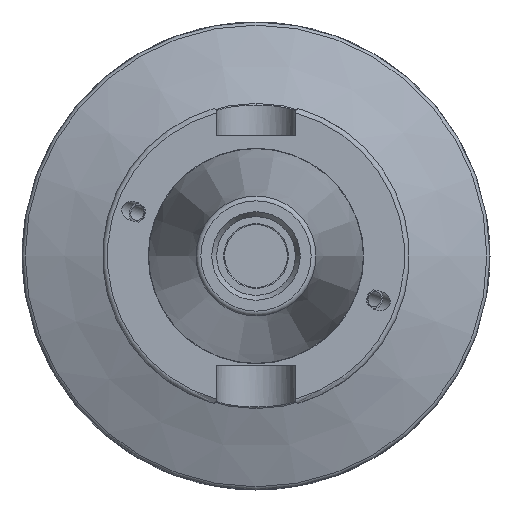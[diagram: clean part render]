
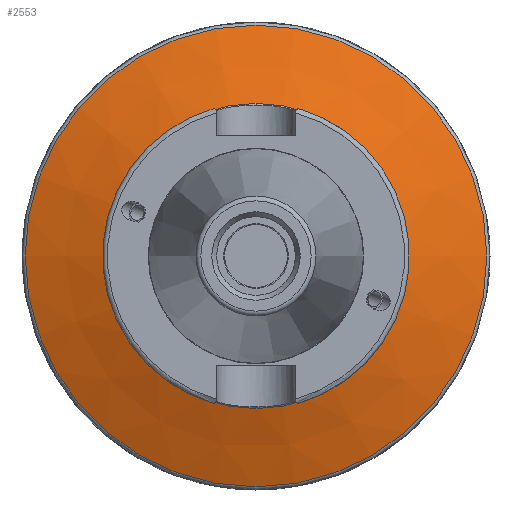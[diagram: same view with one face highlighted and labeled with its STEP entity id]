
A CAD part, left-side view. The second image highlights one B-rep face of the part: STEP entity #2553.
In plain terms, the highlighted conical face has half-angle 70 degrees and reference radius 39.837 mm.
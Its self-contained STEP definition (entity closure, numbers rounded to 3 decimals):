
#162=CONICAL_SURFACE('',#2838,39.838,1.222);
#226=CIRCLE('',#2831,31.579);
#227=CIRCLE('',#2832,31.579);
#232=CIRCLE('',#2839,47.767);
#233=CIRCLE('',#2840,47.767);
#367=FACE_OUTER_BOUND('',#523,.T.);
#523=EDGE_LOOP('',(#1798,#1799,#1800,#1801,#1802,#1803));
#704=LINE('',#4211,#867);
#867=VECTOR('',#3249,39.838);
#1081=VERTEX_POINT('',#4147);
#1082=VERTEX_POINT('',#4149);
#1092=VERTEX_POINT('',#4208);
#1093=VERTEX_POINT('',#4209);
#1354=EDGE_CURVE('',#1081,#1082,#226,.T.);
#1355=EDGE_CURVE('',#1082,#1081,#227,.T.);
#1367=EDGE_CURVE('',#1092,#1093,#232,.T.);
#1368=EDGE_CURVE('',#1092,#1082,#704,.T.);
#1369=EDGE_CURVE('',#1093,#1092,#233,.T.);
#1798=ORIENTED_EDGE('',*,*,#1367,.F.);
#1799=ORIENTED_EDGE('',*,*,#1368,.T.);
#1800=ORIENTED_EDGE('',*,*,#1354,.F.);
#1801=ORIENTED_EDGE('',*,*,#1355,.F.);
#1802=ORIENTED_EDGE('',*,*,#1368,.F.);
#1803=ORIENTED_EDGE('',*,*,#1369,.F.);
#2553=ADVANCED_FACE('',(#367),#162,.T.);
#2831=AXIS2_PLACEMENT_3D('',#4150,#3226,#3227);
#2832=AXIS2_PLACEMENT_3D('',#4151,#3228,#3229);
#2838=AXIS2_PLACEMENT_3D('',#4207,#3245,#3246);
#2839=AXIS2_PLACEMENT_3D('',#4210,#3247,#3248);
#2840=AXIS2_PLACEMENT_3D('',#4212,#3250,#3251);
#3226=DIRECTION('center_axis',(-1.,0.,0.));
#3227=DIRECTION('ref_axis',(0.,-1.,0.));
#3228=DIRECTION('center_axis',(-1.,0.,0.));
#3229=DIRECTION('ref_axis',(0.,-1.,0.));
#3245=DIRECTION('center_axis',(1.,0.,0.));
#3246=DIRECTION('ref_axis',(0.,1.,0.));
#3247=DIRECTION('center_axis',(1.,0.,0.));
#3248=DIRECTION('ref_axis',(0.,-1.,0.));
#3249=DIRECTION('',(-0.342,0.94,0.));
#3250=DIRECTION('center_axis',(1.,0.,0.));
#3251=DIRECTION('ref_axis',(0.,-1.,0.));
#4147=CARTESIAN_POINT('',(35.12,0.,31.579));
#4149=CARTESIAN_POINT('',(35.12,-31.579,0.));
#4150=CARTESIAN_POINT('Origin',(35.12,0.,0.));
#4151=CARTESIAN_POINT('Origin',(35.12,0.,0.));
#4207=CARTESIAN_POINT('Origin',(38.126,0.,0.));
#4208=CARTESIAN_POINT('',(41.012,-47.767,0.));
#4209=CARTESIAN_POINT('',(41.012,0.,47.767));
#4210=CARTESIAN_POINT('Origin',(41.012,0.,0.));
#4211=CARTESIAN_POINT('',(38.126,-39.838,0.));
#4212=CARTESIAN_POINT('Origin',(41.012,0.,0.));
